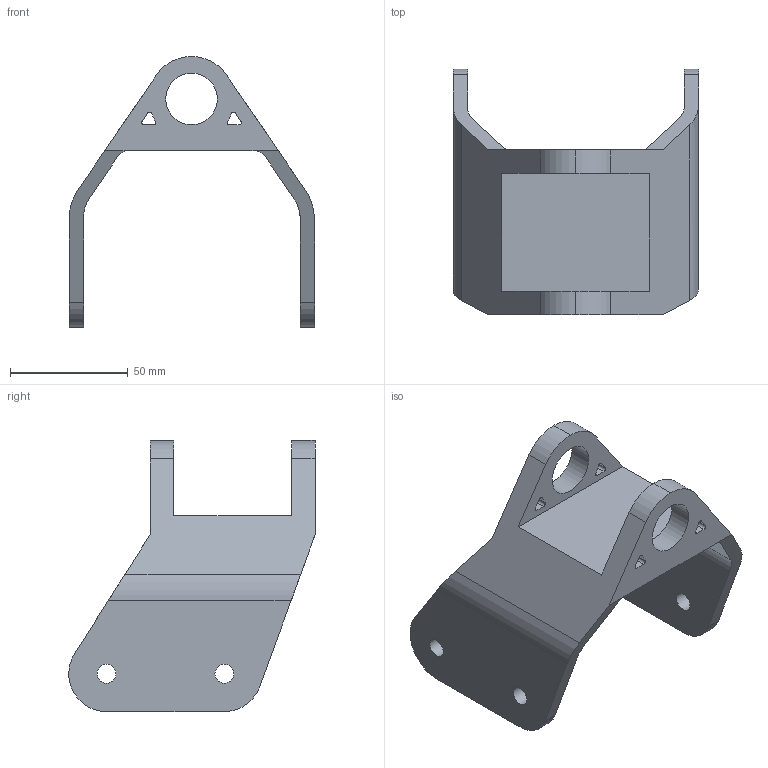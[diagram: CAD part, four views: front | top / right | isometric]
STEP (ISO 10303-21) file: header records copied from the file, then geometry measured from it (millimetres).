
FILE_DESCRIPTION(('FreeCAD Model'),'2;1');
FILE_NAME( 'upper arm mid jonction.step', '2020-07-13T19:01:07',('Author'),(''), 'Open CASCADE STEP processor 7.2','FreeCAD','Unknown');
FILE_SCHEMA(('AUTOMOTIVE_DESIGN { 1 0 10303 214 1 1 1 1 }'));
Length unit declared in the file: millimetre
Products named in the file (1): Upper_arm/mid_jonction
Bounding box: 104 x 104.46 x 115 mm (x, y, z)
Volume: 127891 mm3; surface area: 44711 mm2
Topology: 1 solids, 1 shells, 64 faces, 182 edges, 120 vertices
Faces by surface type: cylinder 36, plane 28
Full cylindrical faces by diameter (mm): 8 x4, 21.9 x2
Entity records: 5005 total; most frequent: CARTESIAN_POINT 1037, DIRECTION 621, ORIENTED_EDGE 364, PCURVE 364, DEFINITIONAL_REPRESENTATION 364, LINE 294, VECTOR 294, EDGE_CURVE 182
